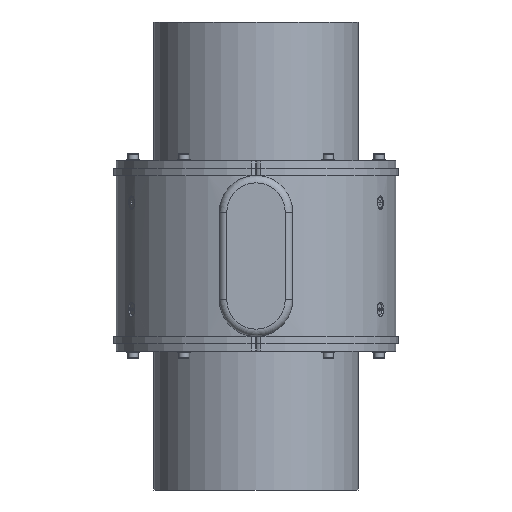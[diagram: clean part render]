
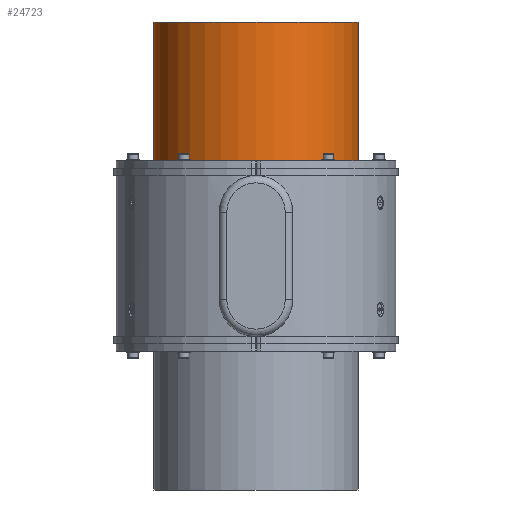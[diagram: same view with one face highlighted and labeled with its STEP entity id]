
A CAD part, front view. The second image highlights one B-rep face of the part: STEP entity #24723.
In plain terms, the highlighted cylindrical face has radius 69.85 mm (diameter 139.7 mm), a partial arc.
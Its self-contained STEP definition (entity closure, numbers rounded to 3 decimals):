
#493 = LINE ( 'NONE', #53926, #43582 ) ;
#1483 = DIRECTION ( 'NONE',  ( 0., 0., -1. ) ) ;
#2471 = EDGE_CURVE ( 'NONE', #34552, #8799, #42379, .T. ) ;
#6766 = DIRECTION ( 'NONE',  ( 1., 0., 0. ) ) ;
#7717 = DIRECTION ( 'NONE',  ( -1., 0., 0. ) ) ;
#8799 = VERTEX_POINT ( 'NONE', #55565 ) ;
#9838 = ORIENTED_EDGE ( 'NONE', *, *, #51129, .F. ) ;
#10228 = CARTESIAN_POINT ( 'NONE',  ( 0., 0., 65.03 ) ) ;
#12045 = ORIENTED_EDGE ( 'NONE', *, *, #36752, .T. ) ;
#12505 = EDGE_CURVE ( 'NONE', #45418, #35642, #493, .T. ) ;
#16143 = EDGE_LOOP ( 'NONE', ( #43820, #9838, #53148, #12045 ) ) ;
#19038 = DIRECTION ( 'NONE',  ( 0., 0., -1. ) ) ;
#20284 = CARTESIAN_POINT ( 'NONE',  ( 0., 0., 160.03 ) ) ;
#24723 = ADVANCED_FACE ( 'NONE', ( #33543 ), #30454, .T. ) ;
#25703 = DIRECTION ( 'NONE',  ( 0., 0., -1. ) ) ;
#27768 = AXIS2_PLACEMENT_3D ( 'NONE', #34647, #25703, #7717 ) ;
#28494 = DIRECTION ( 'NONE',  ( 1., 0., 0. ) ) ;
#30454 = CYLINDRICAL_SURFACE ( 'NONE', #27768, 69.85 ) ;
#31168 = CIRCLE ( 'NONE', #43487, 69.85 ) ;
#33543 = FACE_OUTER_BOUND ( 'NONE', #16143, .T. ) ;
#33746 = CARTESIAN_POINT ( 'NONE',  ( 69.85, 0., 160.03 ) ) ;
#34552 = VERTEX_POINT ( 'NONE', #53951 ) ;
#34647 = CARTESIAN_POINT ( 'NONE',  ( 0., 0., 160.03 ) ) ;
#35112 = CIRCLE ( 'NONE', #43621, 69.85 ) ;
#35193 = CARTESIAN_POINT ( 'NONE',  ( -69.85, 0., 65.03 ) ) ;
#35642 = VERTEX_POINT ( 'NONE', #35193 ) ;
#36583 = DIRECTION ( 'NONE',  ( 0., 0., 1. ) ) ;
#36752 = EDGE_CURVE ( 'NONE', #35642, #8799, #35112, .T. ) ;
#39050 = DIRECTION ( 'NONE',  ( 0., 0., 1. ) ) ;
#42379 = LINE ( 'NONE', #33746, #58070 ) ;
#43487 = AXIS2_PLACEMENT_3D ( 'NONE', #20284, #39050, #6766 ) ;
#43582 = VECTOR ( 'NONE', #19038, 1000. ) ;
#43621 = AXIS2_PLACEMENT_3D ( 'NONE', #10228, #36583, #28494 ) ;
#43820 = ORIENTED_EDGE ( 'NONE', *, *, #2471, .F. ) ;
#45418 = VERTEX_POINT ( 'NONE', #51928 ) ;
#51129 = EDGE_CURVE ( 'NONE', #45418, #34552, #31168, .T. ) ;
#51928 = CARTESIAN_POINT ( 'NONE',  ( -69.85, 0., 160.03 ) ) ;
#53148 = ORIENTED_EDGE ( 'NONE', *, *, #12505, .T. ) ;
#53926 = CARTESIAN_POINT ( 'NONE',  ( -69.85, 0., 160.03 ) ) ;
#53951 = CARTESIAN_POINT ( 'NONE',  ( 69.85, 0., 160.03 ) ) ;
#55565 = CARTESIAN_POINT ( 'NONE',  ( 69.85, 0., 65.03 ) ) ;
#58070 = VECTOR ( 'NONE', #1483, 1000. ) ;
